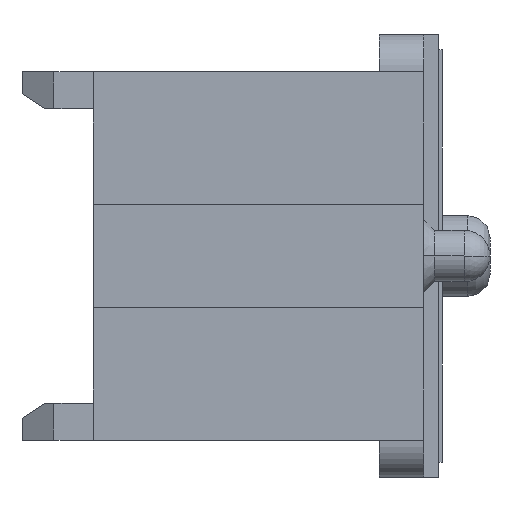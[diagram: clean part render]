
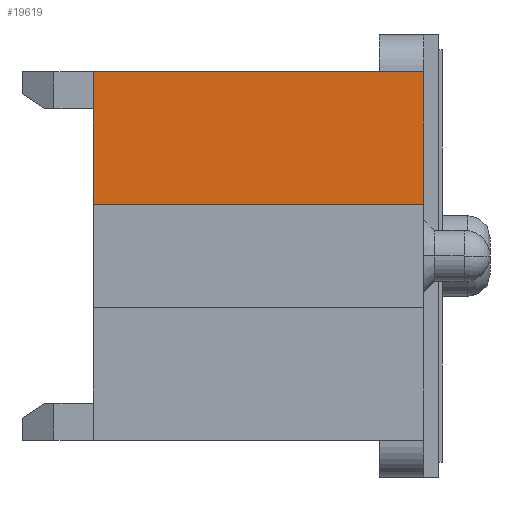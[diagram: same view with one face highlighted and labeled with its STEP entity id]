
A CAD part, left-side view. The second image highlights one B-rep face of the part: STEP entity #19619.
In plain terms, the highlighted planar face has unit normal (-1, 0, 0).
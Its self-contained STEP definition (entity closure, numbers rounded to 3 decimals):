
#49=DIRECTION('',(0.,1.,0.));
#50=VECTOR('',#49,0.6);
#51=CARTESIAN_POINT('',(-14.9,0.2,2.5));
#52=LINE('19754',#51,#50);
#57=DIRECTION('',(0.,0.,1.));
#58=VECTOR('',#57,1.8);
#59=CARTESIAN_POINT('',(-14.9,0.2,0.7));
#60=LINE('19756',#59,#58);
#61=DIRECTION('',(0.,1.,0.));
#62=VECTOR('',#61,3.88);
#63=CARTESIAN_POINT('',(-14.9,0.8,2.5));
#64=LINE('18797',#63,#62);
#65=DIRECTION('',(0.,1.,0.));
#66=VECTOR('',#65,4.48);
#67=CARTESIAN_POINT('',(-14.9,0.2,0.7));
#68=LINE('19769',#67,#66);
#1091=DIRECTION('',(0.,0.,1.));
#1092=VECTOR('',#1091,1.8);
#1093=CARTESIAN_POINT('',(-14.9,4.68,0.7));
#1094=LINE('19770',#1093,#1092);
#14961=CARTESIAN_POINT('',(-14.9,0.8,2.5));
#14962=VERTEX_POINT('',#14961);
#14963=CARTESIAN_POINT('',(-14.9,4.68,2.5));
#14964=VERTEX_POINT('',#14963);
#16495=CARTESIAN_POINT('',(-14.9,0.2,2.5));
#16497=VERTEX_POINT('',#16495);
#16499=CARTESIAN_POINT('',(-14.9,0.2,0.7));
#16500=VERTEX_POINT('',#16499);
#16515=CARTESIAN_POINT('',(-14.9,4.68,0.7));
#16516=VERTEX_POINT('',#16515);
#19604=CARTESIAN_POINT('',(-14.9,2.44,1.6));
#19605=DIRECTION('',(1.,0.,0.));
#19606=DIRECTION('',(0.,0.,1.));
#19607=AXIS2_PLACEMENT_3D('',#19604,#19605,#19606);
#19608=PLANE('17583',#19607);
#19609=ORIENTED_EDGE('19754',*,*,#19595,.F.);
#19610=ORIENTED_EDGE('19756',*,*,#19559,.F.);
#19612=ORIENTED_EDGE('19769',*,*,#19611,.T.);
#19614=ORIENTED_EDGE('19770',*,*,#19613,.T.);
#19616=ORIENTED_EDGE('18797',*,*,#19615,.F.);
#19617=EDGE_LOOP('17583',(#19609,#19610,#19612,#19614,#19616));
#19618=FACE_OUTER_BOUND('17583',#19617,.F.);
#19619=ADVANCED_FACE('17583',(#19618),#19608,.F.);
#19559=EDGE_CURVE('19756',#16500,#16497,#60,.T.);
#19595=EDGE_CURVE('19754',#16497,#14962,#52,.T.);
#19611=EDGE_CURVE('19769',#16500,#16516,#68,.T.);
#19613=EDGE_CURVE('19770',#16516,#14964,#1094,.T.);
#19615=EDGE_CURVE('18797',#14962,#14964,#64,.T.);
